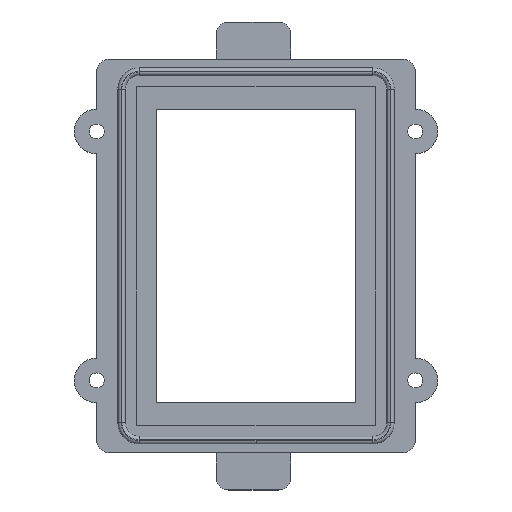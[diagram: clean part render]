
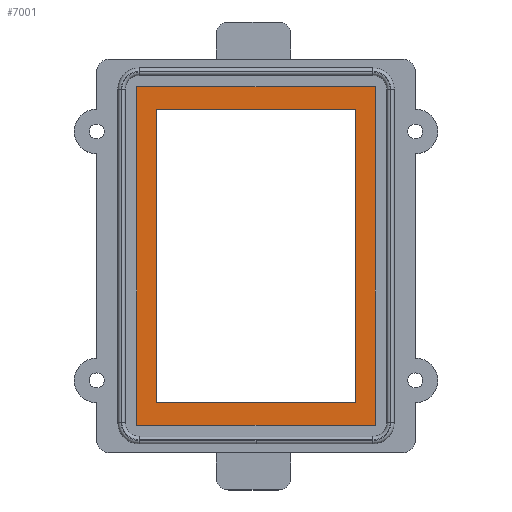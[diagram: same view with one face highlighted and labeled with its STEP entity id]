
A CAD part, top view. The second image highlights one B-rep face of the part: STEP entity #7001.
In plain terms, the highlighted planar face has unit normal (0, 0, 1).
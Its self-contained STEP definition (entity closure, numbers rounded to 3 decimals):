
#1170 = PLANE('',#1171);
#1171 = AXIS2_PLACEMENT_3D('',#1172,#1173,#1174);
#1172 = CARTESIAN_POINT('',(-51.,0.,25.));
#1173 = DIRECTION('',(1.,0.,0.));
#1174 = DIRECTION('',(0.,0.,1.));
#1198 = PLANE('',#1199);
#1199 = AXIS2_PLACEMENT_3D('',#1200,#1201,#1202);
#1200 = CARTESIAN_POINT('',(-91.,59.,27.5));
#1201 = DIRECTION('',(0.,1.,0.));
#1202 = DIRECTION('',(0.,0.,1.));
#1226 = PLANE('',#1227);
#1227 = AXIS2_PLACEMENT_3D('',#1228,#1229,#1230);
#1228 = CARTESIAN_POINT('',(-131.,0.,27.5));
#1229 = DIRECTION('',(1.,0.,0.));
#1230 = DIRECTION('',(0.,0.,1.));
#1252 = PLANE('',#1253);
#1253 = AXIS2_PLACEMENT_3D('',#1254,#1255,#1256);
#1254 = CARTESIAN_POINT('',(-91.,-59.,27.5));
#1255 = DIRECTION('',(0.,-1.,0.));
#1256 = DIRECTION('',(0.,0.,-1.));
#5767 = VERTEX_POINT('',#5768);
#5768 = CARTESIAN_POINT('',(-51.,-59.,30.));
#5789 = EDGE_CURVE('',#5790,#5767,#5792,.T.);
#5790 = VERTEX_POINT('',#5791);
#5791 = CARTESIAN_POINT('',(-51.,59.,30.));
#5792 = SURFACE_CURVE('',#5793,(#5797,#5804),.PCURVE_S1.);
#5793 = LINE('',#5794,#5795);
#5794 = CARTESIAN_POINT('',(-51.,34.,30.));
#5795 = VECTOR('',#5796,1.);
#5796 = DIRECTION('',(0.,-1.,0.));
#5797 = PCURVE('',#1170,#5798);
#5798 = DEFINITIONAL_REPRESENTATION('',(#5799),#5803);
#5799 = LINE('',#5800,#5801);
#5800 = CARTESIAN_POINT('',(5.,-34.));
#5801 = VECTOR('',#5802,1.);
#5802 = DIRECTION('',(0.,1.));
#5803 = ( GEOMETRIC_REPRESENTATION_CONTEXT(2) 
PARAMETRIC_REPRESENTATION_CONTEXT() REPRESENTATION_CONTEXT('2D SPACE',''
  ) );
#5804 = PCURVE('',#5805,#5810);
#5805 = PLANE('',#5806);
#5806 = AXIS2_PLACEMENT_3D('',#5807,#5808,#5809);
#5807 = CARTESIAN_POINT('',(-139.,68.,30.));
#5808 = DIRECTION('',(0.,0.,1.));
#5809 = DIRECTION('',(1.,0.,0.));
#5810 = DEFINITIONAL_REPRESENTATION('',(#5811),#5815);
#5811 = LINE('',#5812,#5813);
#5812 = CARTESIAN_POINT('',(88.,-34.));
#5813 = VECTOR('',#5814,1.);
#5814 = DIRECTION('',(0.,-1.));
#5815 = ( GEOMETRIC_REPRESENTATION_CONTEXT(2) 
PARAMETRIC_REPRESENTATION_CONTEXT() REPRESENTATION_CONTEXT('2D SPACE',''
  ) );
#6311 = PLANE('',#6312);
#6312 = AXIS2_PLACEMENT_3D('',#6313,#6314,#6315);
#6313 = CARTESIAN_POINT('',(-139.,68.,40.));
#6314 = DIRECTION('',(0.,-1.,0.));
#6315 = DIRECTION('',(1.,0.,0.));
#6339 = PLANE('',#6340);
#6340 = AXIS2_PLACEMENT_3D('',#6341,#6342,#6343);
#6341 = CARTESIAN_POINT('',(-43.,68.,40.));
#6342 = DIRECTION('',(-1.,0.,0.));
#6343 = DIRECTION('',(0.,-1.,0.));
#6367 = PLANE('',#6368);
#6368 = AXIS2_PLACEMENT_3D('',#6369,#6370,#6371);
#6369 = CARTESIAN_POINT('',(-43.,-68.,40.));
#6370 = DIRECTION('',(0.,1.,0.));
#6371 = DIRECTION('',(-1.,0.,0.));
#6393 = PLANE('',#6394);
#6394 = AXIS2_PLACEMENT_3D('',#6395,#6396,#6397);
#6395 = CARTESIAN_POINT('',(-139.,-68.,40.));
#6396 = DIRECTION('',(1.,0.,0.));
#6397 = DIRECTION('',(0.,1.,0.));
#7001 = ADVANCED_FACE('',(#7002,#7096),#5805,.T.);
#7002 = FACE_BOUND('',#7003,.T.);
#7003 = EDGE_LOOP('',(#7004,#7029,#7052,#7075));
#7004 = ORIENTED_EDGE('',*,*,#7005,.F.);
#7005 = EDGE_CURVE('',#7006,#7008,#7010,.T.);
#7006 = VERTEX_POINT('',#7007);
#7007 = CARTESIAN_POINT('',(-139.,68.,30.));
#7008 = VERTEX_POINT('',#7009);
#7009 = CARTESIAN_POINT('',(-43.,68.,30.));
#7010 = SURFACE_CURVE('',#7011,(#7015,#7022),.PCURVE_S1.);
#7011 = LINE('',#7012,#7013);
#7012 = CARTESIAN_POINT('',(-139.,68.,30.));
#7013 = VECTOR('',#7014,1.);
#7014 = DIRECTION('',(1.,0.,0.));
#7015 = PCURVE('',#5805,#7016);
#7016 = DEFINITIONAL_REPRESENTATION('',(#7017),#7021);
#7017 = LINE('',#7018,#7019);
#7018 = CARTESIAN_POINT('',(0.,0.));
#7019 = VECTOR('',#7020,1.);
#7020 = DIRECTION('',(1.,0.));
#7021 = ( GEOMETRIC_REPRESENTATION_CONTEXT(2) 
PARAMETRIC_REPRESENTATION_CONTEXT() REPRESENTATION_CONTEXT('2D SPACE',''
  ) );
#7022 = PCURVE('',#6311,#7023);
#7023 = DEFINITIONAL_REPRESENTATION('',(#7024),#7028);
#7024 = LINE('',#7025,#7026);
#7025 = CARTESIAN_POINT('',(0.,-10.));
#7026 = VECTOR('',#7027,1.);
#7027 = DIRECTION('',(1.,0.));
#7028 = ( GEOMETRIC_REPRESENTATION_CONTEXT(2) 
PARAMETRIC_REPRESENTATION_CONTEXT() REPRESENTATION_CONTEXT('2D SPACE',''
  ) );
#7029 = ORIENTED_EDGE('',*,*,#7030,.F.);
#7030 = EDGE_CURVE('',#7031,#7006,#7033,.T.);
#7031 = VERTEX_POINT('',#7032);
#7032 = CARTESIAN_POINT('',(-139.,-68.,30.));
#7033 = SURFACE_CURVE('',#7034,(#7038,#7045),.PCURVE_S1.);
#7034 = LINE('',#7035,#7036);
#7035 = CARTESIAN_POINT('',(-139.,-68.,30.));
#7036 = VECTOR('',#7037,1.);
#7037 = DIRECTION('',(0.,1.,0.));
#7038 = PCURVE('',#5805,#7039);
#7039 = DEFINITIONAL_REPRESENTATION('',(#7040),#7044);
#7040 = LINE('',#7041,#7042);
#7041 = CARTESIAN_POINT('',(0.,-136.));
#7042 = VECTOR('',#7043,1.);
#7043 = DIRECTION('',(0.,1.));
#7044 = ( GEOMETRIC_REPRESENTATION_CONTEXT(2) 
PARAMETRIC_REPRESENTATION_CONTEXT() REPRESENTATION_CONTEXT('2D SPACE',''
  ) );
#7045 = PCURVE('',#6393,#7046);
#7046 = DEFINITIONAL_REPRESENTATION('',(#7047),#7051);
#7047 = LINE('',#7048,#7049);
#7048 = CARTESIAN_POINT('',(0.,-10.));
#7049 = VECTOR('',#7050,1.);
#7050 = DIRECTION('',(1.,0.));
#7051 = ( GEOMETRIC_REPRESENTATION_CONTEXT(2) 
PARAMETRIC_REPRESENTATION_CONTEXT() REPRESENTATION_CONTEXT('2D SPACE',''
  ) );
#7052 = ORIENTED_EDGE('',*,*,#7053,.F.);
#7053 = EDGE_CURVE('',#7054,#7031,#7056,.T.);
#7054 = VERTEX_POINT('',#7055);
#7055 = CARTESIAN_POINT('',(-43.,-68.,30.));
#7056 = SURFACE_CURVE('',#7057,(#7061,#7068),.PCURVE_S1.);
#7057 = LINE('',#7058,#7059);
#7058 = CARTESIAN_POINT('',(-43.,-68.,30.));
#7059 = VECTOR('',#7060,1.);
#7060 = DIRECTION('',(-1.,0.,0.));
#7061 = PCURVE('',#5805,#7062);
#7062 = DEFINITIONAL_REPRESENTATION('',(#7063),#7067);
#7063 = LINE('',#7064,#7065);
#7064 = CARTESIAN_POINT('',(96.,-136.));
#7065 = VECTOR('',#7066,1.);
#7066 = DIRECTION('',(-1.,0.));
#7067 = ( GEOMETRIC_REPRESENTATION_CONTEXT(2) 
PARAMETRIC_REPRESENTATION_CONTEXT() REPRESENTATION_CONTEXT('2D SPACE',''
  ) );
#7068 = PCURVE('',#6367,#7069);
#7069 = DEFINITIONAL_REPRESENTATION('',(#7070),#7074);
#7070 = LINE('',#7071,#7072);
#7071 = CARTESIAN_POINT('',(0.,-10.));
#7072 = VECTOR('',#7073,1.);
#7073 = DIRECTION('',(1.,0.));
#7074 = ( GEOMETRIC_REPRESENTATION_CONTEXT(2) 
PARAMETRIC_REPRESENTATION_CONTEXT() REPRESENTATION_CONTEXT('2D SPACE',''
  ) );
#7075 = ORIENTED_EDGE('',*,*,#7076,.F.);
#7076 = EDGE_CURVE('',#7008,#7054,#7077,.T.);
#7077 = SURFACE_CURVE('',#7078,(#7082,#7089),.PCURVE_S1.);
#7078 = LINE('',#7079,#7080);
#7079 = CARTESIAN_POINT('',(-43.,68.,30.));
#7080 = VECTOR('',#7081,1.);
#7081 = DIRECTION('',(0.,-1.,0.));
#7082 = PCURVE('',#5805,#7083);
#7083 = DEFINITIONAL_REPRESENTATION('',(#7084),#7088);
#7084 = LINE('',#7085,#7086);
#7085 = CARTESIAN_POINT('',(96.,0.));
#7086 = VECTOR('',#7087,1.);
#7087 = DIRECTION('',(0.,-1.));
#7088 = ( GEOMETRIC_REPRESENTATION_CONTEXT(2) 
PARAMETRIC_REPRESENTATION_CONTEXT() REPRESENTATION_CONTEXT('2D SPACE',''
  ) );
#7089 = PCURVE('',#6339,#7090);
#7090 = DEFINITIONAL_REPRESENTATION('',(#7091),#7095);
#7091 = LINE('',#7092,#7093);
#7092 = CARTESIAN_POINT('',(0.,-10.));
#7093 = VECTOR('',#7094,1.);
#7094 = DIRECTION('',(1.,0.));
#7095 = ( GEOMETRIC_REPRESENTATION_CONTEXT(2) 
PARAMETRIC_REPRESENTATION_CONTEXT() REPRESENTATION_CONTEXT('2D SPACE',''
  ) );
#7096 = FACE_BOUND('',#7097,.T.);
#7097 = EDGE_LOOP('',(#7098,#7121,#7122,#7145));
#7098 = ORIENTED_EDGE('',*,*,#7099,.T.);
#7099 = EDGE_CURVE('',#7100,#5790,#7102,.T.);
#7100 = VERTEX_POINT('',#7101);
#7101 = CARTESIAN_POINT('',(-131.,59.,30.));
#7102 = SURFACE_CURVE('',#7103,(#7107,#7114),.PCURVE_S1.);
#7103 = LINE('',#7104,#7105);
#7104 = CARTESIAN_POINT('',(-135.,59.,30.));
#7105 = VECTOR('',#7106,1.);
#7106 = DIRECTION('',(1.,0.,0.));
#7107 = PCURVE('',#5805,#7108);
#7108 = DEFINITIONAL_REPRESENTATION('',(#7109),#7113);
#7109 = LINE('',#7110,#7111);
#7110 = CARTESIAN_POINT('',(4.,-9.));
#7111 = VECTOR('',#7112,1.);
#7112 = DIRECTION('',(1.,0.));
#7113 = ( GEOMETRIC_REPRESENTATION_CONTEXT(2) 
PARAMETRIC_REPRESENTATION_CONTEXT() REPRESENTATION_CONTEXT('2D SPACE',''
  ) );
#7114 = PCURVE('',#1198,#7115);
#7115 = DEFINITIONAL_REPRESENTATION('',(#7116),#7120);
#7116 = LINE('',#7117,#7118);
#7117 = CARTESIAN_POINT('',(2.5,-44.));
#7118 = VECTOR('',#7119,1.);
#7119 = DIRECTION('',(0.,1.));
#7120 = ( GEOMETRIC_REPRESENTATION_CONTEXT(2) 
PARAMETRIC_REPRESENTATION_CONTEXT() REPRESENTATION_CONTEXT('2D SPACE',''
  ) );
#7121 = ORIENTED_EDGE('',*,*,#5789,.T.);
#7122 = ORIENTED_EDGE('',*,*,#7123,.T.);
#7123 = EDGE_CURVE('',#5767,#7124,#7126,.T.);
#7124 = VERTEX_POINT('',#7125);
#7125 = CARTESIAN_POINT('',(-131.,-59.,30.));
#7126 = SURFACE_CURVE('',#7127,(#7131,#7138),.PCURVE_S1.);
#7127 = LINE('',#7128,#7129);
#7128 = CARTESIAN_POINT('',(-95.,-59.,30.));
#7129 = VECTOR('',#7130,1.);
#7130 = DIRECTION('',(-1.,0.,0.));
#7131 = PCURVE('',#5805,#7132);
#7132 = DEFINITIONAL_REPRESENTATION('',(#7133),#7137);
#7133 = LINE('',#7134,#7135);
#7134 = CARTESIAN_POINT('',(44.,-127.));
#7135 = VECTOR('',#7136,1.);
#7136 = DIRECTION('',(-1.,0.));
#7137 = ( GEOMETRIC_REPRESENTATION_CONTEXT(2) 
PARAMETRIC_REPRESENTATION_CONTEXT() REPRESENTATION_CONTEXT('2D SPACE',''
  ) );
#7138 = PCURVE('',#1252,#7139);
#7139 = DEFINITIONAL_REPRESENTATION('',(#7140),#7144);
#7140 = LINE('',#7141,#7142);
#7141 = CARTESIAN_POINT('',(-2.5,-4.));
#7142 = VECTOR('',#7143,1.);
#7143 = DIRECTION('',(0.,-1.));
#7144 = ( GEOMETRIC_REPRESENTATION_CONTEXT(2) 
PARAMETRIC_REPRESENTATION_CONTEXT() REPRESENTATION_CONTEXT('2D SPACE',''
  ) );
#7145 = ORIENTED_EDGE('',*,*,#7146,.F.);
#7146 = EDGE_CURVE('',#7100,#7124,#7147,.T.);
#7147 = SURFACE_CURVE('',#7148,(#7152,#7159),.PCURVE_S1.);
#7148 = LINE('',#7149,#7150);
#7149 = CARTESIAN_POINT('',(-131.,34.,30.));
#7150 = VECTOR('',#7151,1.);
#7151 = DIRECTION('',(0.,-1.,0.));
#7152 = PCURVE('',#5805,#7153);
#7153 = DEFINITIONAL_REPRESENTATION('',(#7154),#7158);
#7154 = LINE('',#7155,#7156);
#7155 = CARTESIAN_POINT('',(8.,-34.));
#7156 = VECTOR('',#7157,1.);
#7157 = DIRECTION('',(0.,-1.));
#7158 = ( GEOMETRIC_REPRESENTATION_CONTEXT(2) 
PARAMETRIC_REPRESENTATION_CONTEXT() REPRESENTATION_CONTEXT('2D SPACE',''
  ) );
#7159 = PCURVE('',#1226,#7160);
#7160 = DEFINITIONAL_REPRESENTATION('',(#7161),#7165);
#7161 = LINE('',#7162,#7163);
#7162 = CARTESIAN_POINT('',(2.5,-34.));
#7163 = VECTOR('',#7164,1.);
#7164 = DIRECTION('',(0.,1.));
#7165 = ( GEOMETRIC_REPRESENTATION_CONTEXT(2) 
PARAMETRIC_REPRESENTATION_CONTEXT() REPRESENTATION_CONTEXT('2D SPACE',''
  ) );
